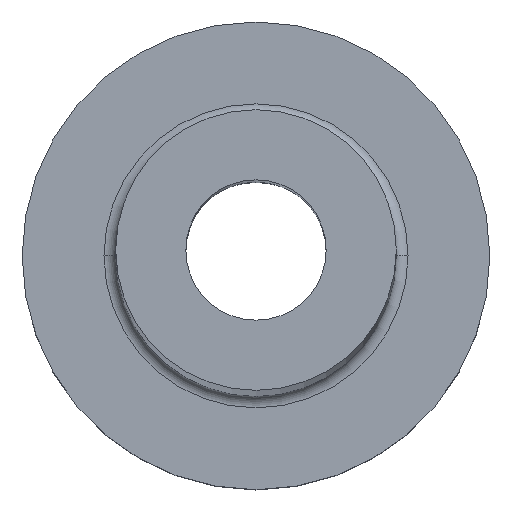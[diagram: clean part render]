
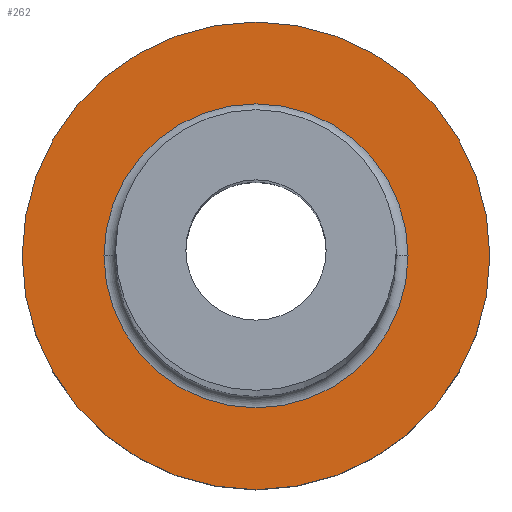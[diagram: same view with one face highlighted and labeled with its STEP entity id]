
A CAD part, top view. The second image highlights one B-rep face of the part: STEP entity #262.
In plain terms, the highlighted planar face has unit normal (0, 0, 1).
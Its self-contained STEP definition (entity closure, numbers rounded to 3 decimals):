
#1 = ORIENTED_EDGE ( 'NONE', *, *, #417, .T. ) ;
#2 = EDGE_CURVE ( 'NONE', #17, #24, #199, .T. ) ;
#17 = VERTEX_POINT ( 'NONE', #294 ) ;
#22 = AXIS2_PLACEMENT_3D ( 'NONE', #391, #291, #212 ) ;
#24 = VERTEX_POINT ( 'NONE', #247 ) ;
#40 = FACE_OUTER_BOUND ( 'NONE', #186, .T. ) ;
#44 = CIRCLE ( 'NONE', #232, 6.5 ) ;
#58 = VERTEX_POINT ( 'NONE', #115 ) ;
#85 = VERTEX_POINT ( 'NONE', #400 ) ;
#91 = DIRECTION ( 'NONE',  ( 1., 0., 0. ) ) ;
#95 = CARTESIAN_POINT ( 'NONE',  ( 0., 0., 7. ) ) ;
#109 = CIRCLE ( 'NONE', #133, 10. ) ;
#113 = CARTESIAN_POINT ( 'NONE',  ( 0., 0., 7. ) ) ;
#114 = CARTESIAN_POINT ( 'NONE',  ( 0., 0., 7. ) ) ;
#115 = CARTESIAN_POINT ( 'NONE',  ( -6.5, 0., 7. ) ) ;
#133 = AXIS2_PLACEMENT_3D ( 'NONE', #113, #318, #382 ) ;
#166 = ORIENTED_EDGE ( 'NONE', *, *, #2, .T. ) ;
#186 = EDGE_LOOP ( 'NONE', ( #316, #166 ) ) ;
#199 = CIRCLE ( 'NONE', #22, 10. ) ;
#206 = DIRECTION ( 'NONE',  ( 1., 0., 0. ) ) ;
#212 = DIRECTION ( 'NONE',  ( 1., 0., 0. ) ) ;
#216 = PLANE ( 'NONE',  #313 ) ;
#232 = AXIS2_PLACEMENT_3D ( 'NONE', #95, #233, #206 ) ;
#233 = DIRECTION ( 'NONE',  ( 0., 0., -1. ) ) ;
#246 = DIRECTION ( 'NONE',  ( 1., 0., 0. ) ) ;
#247 = CARTESIAN_POINT ( 'NONE',  ( -10., 0., 7. ) ) ;
#249 = FACE_BOUND ( 'NONE', #266, .T. ) ;
#254 = EDGE_CURVE ( 'NONE', #85, #58, #44, .T. ) ;
#262 = ADVANCED_FACE ( 'NONE', ( #249, #40 ), #216, .T. ) ;
#266 = EDGE_LOOP ( 'NONE', ( #367, #1 ) ) ;
#281 = AXIS2_PLACEMENT_3D ( 'NONE', #381, #406, #91 ) ;
#282 = EDGE_CURVE ( 'NONE', #24, #17, #109, .T. ) ;
#291 = DIRECTION ( 'NONE',  ( 0., 0., 1. ) ) ;
#294 = CARTESIAN_POINT ( 'NONE',  ( 10., 0., 7. ) ) ;
#313 = AXIS2_PLACEMENT_3D ( 'NONE', #114, #357, #246 ) ;
#316 = ORIENTED_EDGE ( 'NONE', *, *, #282, .T. ) ;
#318 = DIRECTION ( 'NONE',  ( 0., 0., 1. ) ) ;
#357 = DIRECTION ( 'NONE',  ( 0., 0., 1. ) ) ;
#367 = ORIENTED_EDGE ( 'NONE', *, *, #254, .T. ) ;
#381 = CARTESIAN_POINT ( 'NONE',  ( 0., 0., 7. ) ) ;
#382 = DIRECTION ( 'NONE',  ( 1., 0., 0. ) ) ;
#391 = CARTESIAN_POINT ( 'NONE',  ( 0., 0., 7. ) ) ;
#400 = CARTESIAN_POINT ( 'NONE',  ( 6.5, 0., 7. ) ) ;
#406 = DIRECTION ( 'NONE',  ( 0., 0., -1. ) ) ;
#417 = EDGE_CURVE ( 'NONE', #58, #85, #431, .T. ) ;
#431 = CIRCLE ( 'NONE', #281, 6.5 ) ;
